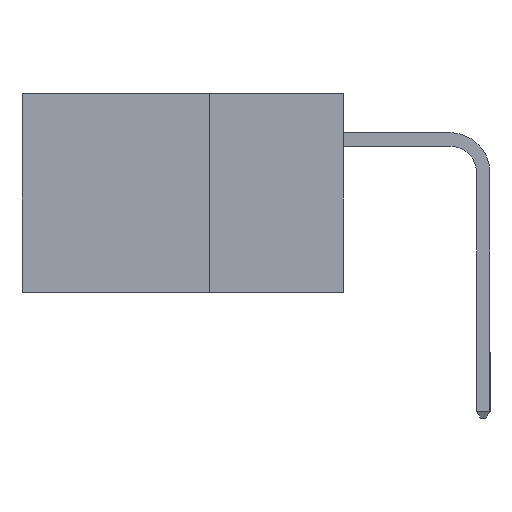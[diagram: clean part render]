
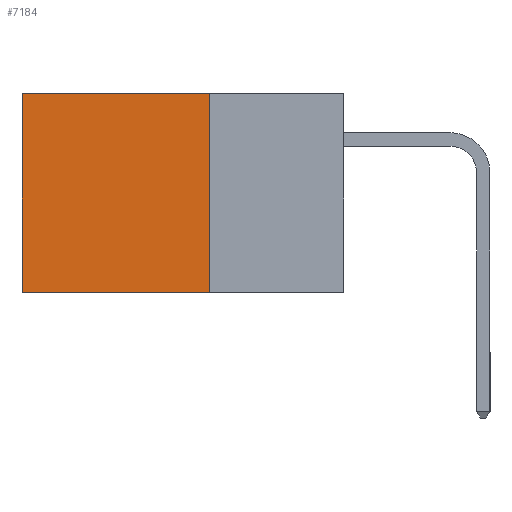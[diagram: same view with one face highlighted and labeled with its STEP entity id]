
A CAD part, left-side view. The second image highlights one B-rep face of the part: STEP entity #7184.
In plain terms, the highlighted planar face has unit normal (-1, 0, 0).
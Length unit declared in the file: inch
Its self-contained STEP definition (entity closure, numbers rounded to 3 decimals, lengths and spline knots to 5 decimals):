
#349 = EDGE_CURVE ( 'NONE', #16519, #9304, #3018, .T. ) ;
#1059 = VECTOR ( 'NONE', #11651, 39.37008 ) ;
#1795 = FACE_OUTER_BOUND ( 'NONE', #13905, .T. ) ;
#2026 = ORIENTED_EDGE ( 'NONE', *, *, #10509, .F. ) ;
#2292 = ORIENTED_EDGE ( 'NONE', *, *, #4814, .T. ) ;
#2407 = CARTESIAN_POINT ( 'NONE',  ( 0.298, 0.6, -0.37 ) ) ;
#3018 = LINE ( 'NONE', #7340, #15601 ) ;
#3089 = DIRECTION ( 'NONE',  ( 0., 0., -1. ) ) ;
#3823 = DIRECTION ( 'NONE',  ( 0., 0., -1. ) ) ;
#4814 = EDGE_CURVE ( 'NONE', #17032, #15386, #8787, .T. ) ;
#5423 = AXIS2_PLACEMENT_3D ( 'NONE', #12841, #7660, #3823 ) ;
#5686 = EDGE_CURVE ( 'NONE', #15386, #9304, #8348, .T. ) ;
#5739 = DIRECTION ( 'NONE',  ( 0., 0., -1. ) ) ;
#7184 = ADVANCED_FACE ( 'NONE', ( #1795 ), #8710, .F. ) ;
#7340 = CARTESIAN_POINT ( 'NONE',  ( 0.298, 0.25, -0.37 ) ) ;
#7660 = DIRECTION ( 'NONE',  ( 1., 0., 0. ) ) ;
#8348 = LINE ( 'NONE', #11796, #17007 ) ;
#8710 = PLANE ( 'NONE',  #5423 ) ;
#8729 = DIRECTION ( 'NONE',  ( 0., 1., 0. ) ) ;
#8787 = LINE ( 'NONE', #12786, #1059 ) ;
#9304 = VERTEX_POINT ( 'NONE', #2407 ) ;
#9566 = CARTESIAN_POINT ( 'NONE',  ( 0.298, 0.6, 0. ) ) ;
#10509 = EDGE_CURVE ( 'NONE', #17032, #16519, #14207, .T. ) ;
#10513 = VECTOR ( 'NONE', #5739, 39.37008 ) ;
#11522 = CARTESIAN_POINT ( 'NONE',  ( 0.298, 0.25, 0. ) ) ;
#11651 = DIRECTION ( 'NONE',  ( 0., 1., 0. ) ) ;
#11796 = CARTESIAN_POINT ( 'NONE',  ( 0.298, 0.6, 0. ) ) ;
#12050 = ORIENTED_EDGE ( 'NONE', *, *, #5686, .T. ) ;
#12786 = CARTESIAN_POINT ( 'NONE',  ( 0.298, 0.25, 0. ) ) ;
#12841 = CARTESIAN_POINT ( 'NONE',  ( 0.298, 0.25, 0. ) ) ;
#13905 = EDGE_LOOP ( 'NONE', ( #12050, #14517, #2026, #2292 ) ) ;
#13991 = CARTESIAN_POINT ( 'NONE',  ( 0.298, 0.25, -0.37 ) ) ;
#14207 = LINE ( 'NONE', #16351, #10513 ) ;
#14517 = ORIENTED_EDGE ( 'NONE', *, *, #349, .F. ) ;
#15386 = VERTEX_POINT ( 'NONE', #9566 ) ;
#15601 = VECTOR ( 'NONE', #8729, 39.37008 ) ;
#16351 = CARTESIAN_POINT ( 'NONE',  ( 0.298, 0.25, 0. ) ) ;
#16519 = VERTEX_POINT ( 'NONE', #13991 ) ;
#17007 = VECTOR ( 'NONE', #3089, 39.37008 ) ;
#17032 = VERTEX_POINT ( 'NONE', #11522 ) ;
